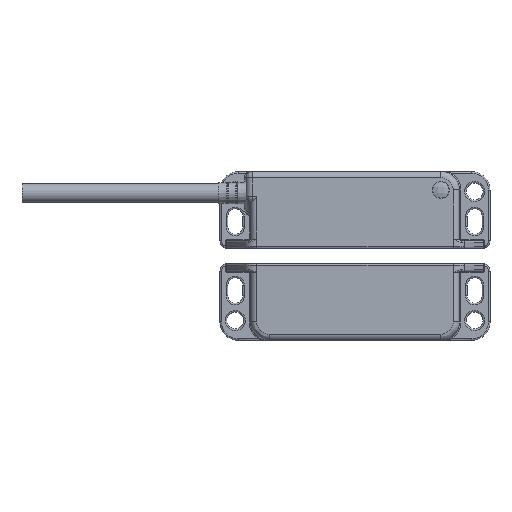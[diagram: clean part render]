
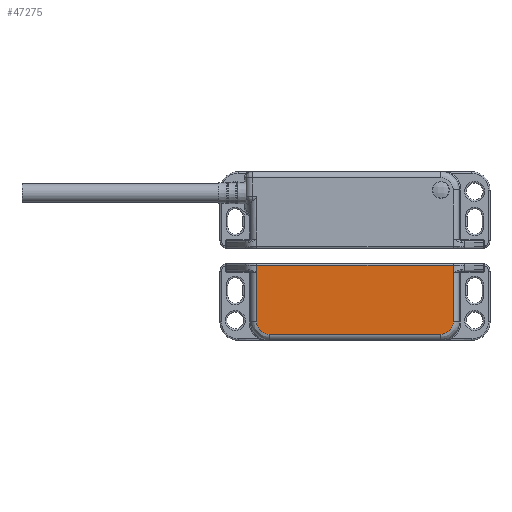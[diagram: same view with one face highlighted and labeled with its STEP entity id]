
A CAD part, top view. The second image highlights one B-rep face of the part: STEP entity #47275.
In plain terms, the highlighted planar face has unit normal (0, 0, 1).
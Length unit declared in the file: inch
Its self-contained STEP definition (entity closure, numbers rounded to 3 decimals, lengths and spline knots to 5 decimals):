
#1615 = CARTESIAN_POINT ( 'NONE',  ( 0.62992, -1.10236, 0.70866 ) ) ;
#3157 = VERTEX_POINT ( 'NONE', #55349 ) ;
#3655 = PLANE ( 'NONE',  #28556 ) ;
#3826 = CARTESIAN_POINT ( 'NONE',  ( 0.47215, -0.3148, 0.70866 ) ) ;
#3933 = VERTEX_POINT ( 'NONE', #31213 ) ;
#4015 = VECTOR ( 'NONE', #56958, 39.37008 ) ;
#5153 = CARTESIAN_POINT ( 'NONE',  ( 0.47197, -1.1811, 0.70866 ) ) ;
#6305 = EDGE_CURVE ( 'NONE', #3933, #9864, #53181, .T. ) ;
#7085 = LINE ( 'NONE', #16250, #48064 ) ;
#8254 = ORIENTED_EDGE ( 'NONE', *, *, #9932, .F. ) ;
#9864 = VERTEX_POINT ( 'NONE', #44443 ) ;
#9932 = EDGE_CURVE ( 'NONE', #43586, #3157, #42397, .T. ) ;
#10121 = CARTESIAN_POINT ( 'NONE',  ( 0.47244, -1.1811, 0.70866 ) ) ;
#10903 = VERTEX_POINT ( 'NONE', #57005 ) ;
#11055 = ORIENTED_EDGE ( 'NONE', *, *, #19849, .F. ) ;
#12675 = ORIENTED_EDGE ( 'NONE', *, *, #27205, .F. ) ;
#12737 = CARTESIAN_POINT ( 'NONE',  ( 3.46457, -0.21654, 0.70866 ) ) ;
#12854 = EDGE_CURVE ( 'NONE', #10903, #16890, #50562, .T. ) ;
#14466 = CARTESIAN_POINT ( 'NONE',  ( 0.53767, -1.10236, 0.70866 ) ) ;
#15189 = CARTESIAN_POINT ( 'NONE',  ( 2.9269, -1.10236, 0.70866 ) ) ;
#15363 = DIRECTION ( 'NONE',  ( -1., 0., 0. ) ) ;
#16250 = CARTESIAN_POINT ( 'NONE',  ( 3.46457, -1.10236, 0.70866 ) ) ;
#16787 = LINE ( 'NONE', #38628, #17985 ) ;
#16890 = VERTEX_POINT ( 'NONE', #3826 ) ;
#17195 = VECTOR ( 'NONE', #23443, 39.37008 ) ;
#17985 = VECTOR ( 'NONE', #48382, 39.37008 ) ;
#18170 = LINE ( 'NONE', #5153, #17195 ) ;
#18343 = CARTESIAN_POINT ( 'NONE',  ( 2.99213, -0.94488, 0.70866 ) ) ;
#18997 = VERTEX_POINT ( 'NONE', #57448 ) ;
#19849 = EDGE_CURVE ( 'NONE', #37207, #10903, #48459, .T. ) ;
#20985 = CARTESIAN_POINT ( 'NONE',  ( 2.99213, -1.1811, 0.70866 ) ) ;
#23443 = DIRECTION ( 'NONE',  ( 0., 1., 0. ) ) ;
#23768 = CARTESIAN_POINT ( 'NONE',  ( 2.99213, -0.94488, 0.70866 ) ) ;
#26986 = DIRECTION ( 'NONE',  ( 0., 0., -1. ) ) ;
#27205 = EDGE_CURVE ( 'NONE', #3157, #37207, #7085, .T. ) ;
#28112 = DIRECTION ( 'NONE',  ( 0., 1., 0. ) ) ;
#28478 = CARTESIAN_POINT ( 'NONE',  ( 2.99213, -1.03713, 0.70866 ) ) ;
#28556 = AXIS2_PLACEMENT_3D ( 'NONE', #53849, #26986, #49710 ) ;
#30102 = LINE ( 'NONE', #20985, #4015 ) ;
#30298 = ORIENTED_EDGE ( 'NONE', *, *, #45619, .F. ) ;
#30746 = DIRECTION ( 'NONE',  ( 1., 0., 0. ) ) ;
#31213 = CARTESIAN_POINT ( 'NONE',  ( 0.47197, -0.21654, 0.70866 ) ) ;
#31730 = FACE_OUTER_BOUND ( 'NONE', #35598, .T. ) ;
#33722 = ORIENTED_EDGE ( 'NONE', *, *, #46895, .F. ) ;
#35598 = EDGE_LOOP ( 'NONE', ( #53584, #41930, #30298, #42048, #11055, #12675, #8254, #33722 ) ) ;
#37207 = VERTEX_POINT ( 'NONE', #1615 ) ;
#37943 = VECTOR ( 'NONE', #28112, 39.37008 ) ;
#38628 = CARTESIAN_POINT ( 'NONE',  ( 2.99259, -1.1811, 0.70866 ) ) ;
#39489 = CARTESIAN_POINT ( 'NONE',  ( 0.47244, -1.03713, 0.70866 ) ) ;
#39786 = VECTOR ( 'NONE', #30746, 39.37008 ) ;
#41476 = CARTESIAN_POINT ( 'NONE',  ( 2.83465, -1.10236, 0.70866 ) ) ;
#41930 = ORIENTED_EDGE ( 'NONE', *, *, #6305, .F. ) ;
#42048 = ORIENTED_EDGE ( 'NONE', *, *, #12854, .F. ) ;
#42397 =( BOUNDED_CURVE ( )  B_SPLINE_CURVE ( 3, ( #23768, #28478, #15189, #41476 ),
 .UNSPECIFIED., .F., .F. ) 
 B_SPLINE_CURVE_WITH_KNOTS ( ( 4, 4 ),
 ( 0., 1. ),
 .UNSPECIFIED. ) 
 CURVE ( )  GEOMETRIC_REPRESENTATION_ITEM ( )  RATIONAL_B_SPLINE_CURVE ( ( 1., 0.805, 0.805, 1. ) ) 
 REPRESENTATION_ITEM ( '' )  );
#42914 = EDGE_CURVE ( 'NONE', #9864, #18997, #16787, .T. ) ;
#43586 = VERTEX_POINT ( 'NONE', #18343 ) ;
#44443 = CARTESIAN_POINT ( 'NONE',  ( 2.99259, -0.21654, 0.70866 ) ) ;
#45619 = EDGE_CURVE ( 'NONE', #16890, #3933, #18170, .T. ) ;
#46895 = EDGE_CURVE ( 'NONE', #18997, #43586, #30102, .T. ) ;
#47275 = ADVANCED_FACE ( 'NONE', ( #31730 ), #3655, .F. ) ;
#48064 = VECTOR ( 'NONE', #15363, 39.37008 ) ;
#48367 = CARTESIAN_POINT ( 'NONE',  ( 0.47244, -0.94488, 0.70866 ) ) ;
#48382 = DIRECTION ( 'NONE',  ( 0., -1., 0. ) ) ;
#48459 =( BOUNDED_CURVE ( )  B_SPLINE_CURVE ( 3, ( #54890, #14466, #39489, #48367 ),
 .UNSPECIFIED., .F., .F. ) 
 B_SPLINE_CURVE_WITH_KNOTS ( ( 4, 4 ),
 ( 0., 1. ),
 .UNSPECIFIED. ) 
 CURVE ( )  GEOMETRIC_REPRESENTATION_ITEM ( )  RATIONAL_B_SPLINE_CURVE ( ( 1., 0.805, 0.805, 1. ) ) 
 REPRESENTATION_ITEM ( '' )  );
#49710 = DIRECTION ( 'NONE',  ( -1., 0., 0. ) ) ;
#50562 = LINE ( 'NONE', #10121, #37943 ) ;
#53181 = LINE ( 'NONE', #12737, #39786 ) ;
#53584 = ORIENTED_EDGE ( 'NONE', *, *, #42914, .F. ) ;
#53849 = CARTESIAN_POINT ( 'NONE',  ( 3.46457, -1.1811, 0.70866 ) ) ;
#54890 = CARTESIAN_POINT ( 'NONE',  ( 0.62992, -1.10236, 0.70866 ) ) ;
#55349 = CARTESIAN_POINT ( 'NONE',  ( 2.83465, -1.10236, 0.70866 ) ) ;
#56958 = DIRECTION ( 'NONE',  ( 0., -1., 0. ) ) ;
#57005 = CARTESIAN_POINT ( 'NONE',  ( 0.47244, -0.94488, 0.70866 ) ) ;
#57448 = CARTESIAN_POINT ( 'NONE',  ( 2.99242, -0.3148, 0.70866 ) ) ;
